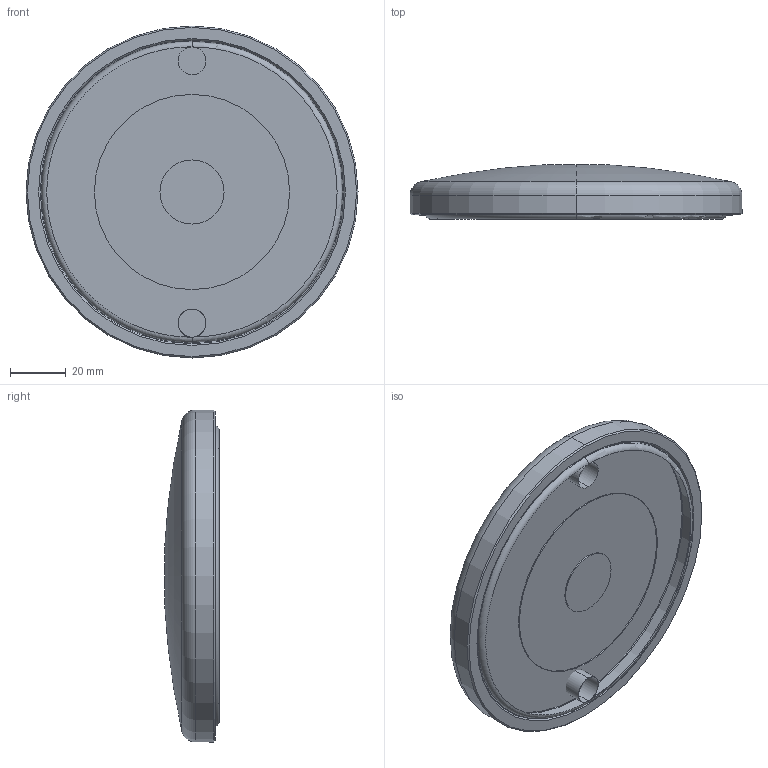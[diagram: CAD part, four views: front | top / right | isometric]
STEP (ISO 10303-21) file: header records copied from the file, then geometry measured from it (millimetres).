
FILE_DESCRIPTION (( 'STEP AP214' ), '1' );
FILE_NAME ('098d120eg.STEP', '2014-08-11T12:27:53', ( '' ), ( '' ), 'SwSTEP 2.0', 'SolidWorks 2014', '' );
FILE_SCHEMA (( 'AUTOMOTIVE_DESIGN' ));
Length unit declared in the file: millimetre
Products named in the file (3): 098dg120b_Standard; 098d120e_Standard; 098d120eg
Assembly tree (2 placements, depth 2):
  098d120eg
    098d120e_Standard
    098dg120b_Standard
Bounding box: 119 x 19.5 x 119 mm (x, y, z)
Volume: 172734.4 mm3; surface area: 48832.5 mm2
Topology: 2 solids, 2 shells, 60 faces, 120 edges, 69 vertices
Faces by surface type: cylinder 22, torus 20, plane 10, cone 6, sphere 2
Entity records: 1899 total; most frequent: DIRECTION 342, CARTESIAN_POINT 254, ORIENTED_EDGE 240, AXIS2_PLACEMENT_3D 157, EDGE_CURVE 120, CIRCLE 92, EDGE_LOOP 69, VERTEX_POINT 69
